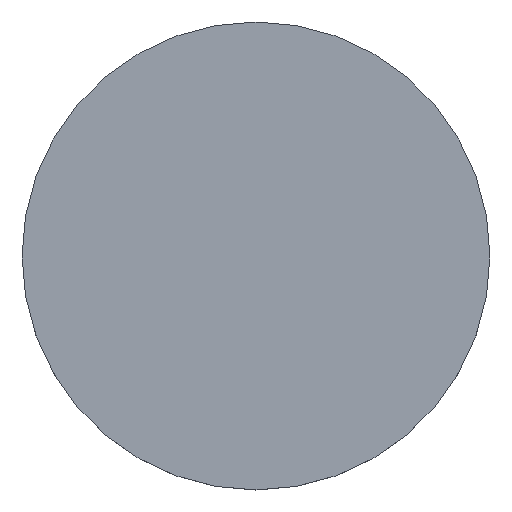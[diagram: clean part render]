
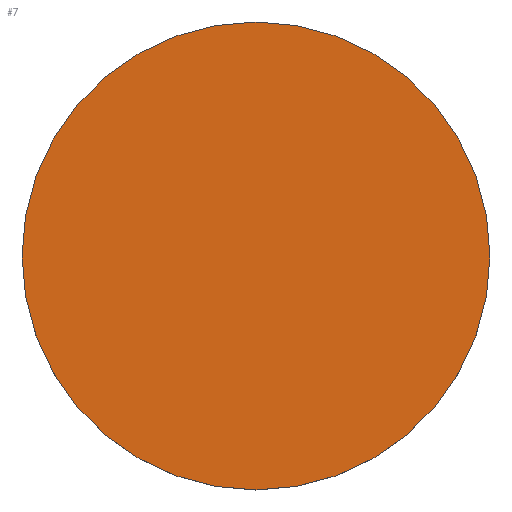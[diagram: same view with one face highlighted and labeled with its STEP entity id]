
A CAD part, top view. The second image highlights one B-rep face of the part: STEP entity #7.
In plain terms, the highlighted planar face has unit normal (0, 0, 1).
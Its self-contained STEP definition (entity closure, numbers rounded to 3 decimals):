
#6 = CARTESIAN_POINT ( 'NONE',  ( 6.25, 0., 0.5 ) ) ;
#7 = ADVANCED_FACE ( 'NONE', ( #137 ), #110, .F. ) ;
#14 = CARTESIAN_POINT ( 'NONE',  ( 0., 0., 0.5 ) ) ;
#26 = EDGE_CURVE ( 'NONE', #134, #140, #173, .T. ) ;
#36 = DIRECTION ( 'NONE',  ( -1., 0., 0. ) ) ;
#52 = DIRECTION ( 'NONE',  ( 0., 0., 1. ) ) ;
#72 = CARTESIAN_POINT ( 'NONE',  ( 0., 0., 0.5 ) ) ;
#81 = EDGE_CURVE ( 'NONE', #140, #134, #159, .T. ) ;
#86 = EDGE_LOOP ( 'NONE', ( #97, #113 ) ) ;
#97 = ORIENTED_EDGE ( 'NONE', *, *, #26, .T. ) ;
#110 = PLANE ( 'NONE',  #157 ) ;
#113 = ORIENTED_EDGE ( 'NONE', *, *, #81, .T. ) ;
#115 = DIRECTION ( 'NONE',  ( 0., 0., -1. ) ) ;
#127 = DIRECTION ( 'NONE',  ( 0., 0., 1. ) ) ;
#130 = DIRECTION ( 'NONE',  ( 1., 0., 0. ) ) ;
#132 = AXIS2_PLACEMENT_3D ( 'NONE', #14, #127, #130 ) ;
#134 = VERTEX_POINT ( 'NONE', #6 ) ;
#137 = FACE_OUTER_BOUND ( 'NONE', #86, .T. ) ;
#140 = VERTEX_POINT ( 'NONE', #158 ) ;
#150 = CARTESIAN_POINT ( 'NONE',  ( 0., 0., 0.5 ) ) ;
#154 = AXIS2_PLACEMENT_3D ( 'NONE', #150, #52, #168 ) ;
#157 = AXIS2_PLACEMENT_3D ( 'NONE', #72, #115, #36 ) ;
#158 = CARTESIAN_POINT ( 'NONE',  ( -6.25, 0., 0.5 ) ) ;
#159 = CIRCLE ( 'NONE', #132, 6.25 ) ;
#168 = DIRECTION ( 'NONE',  ( 1., 0., 0. ) ) ;
#173 = CIRCLE ( 'NONE', #154, 6.25 ) ;
